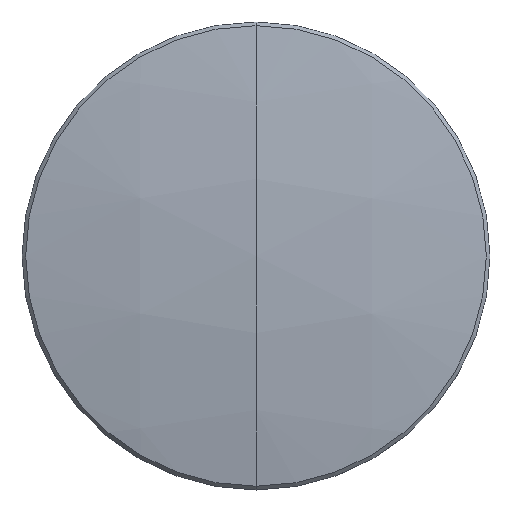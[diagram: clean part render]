
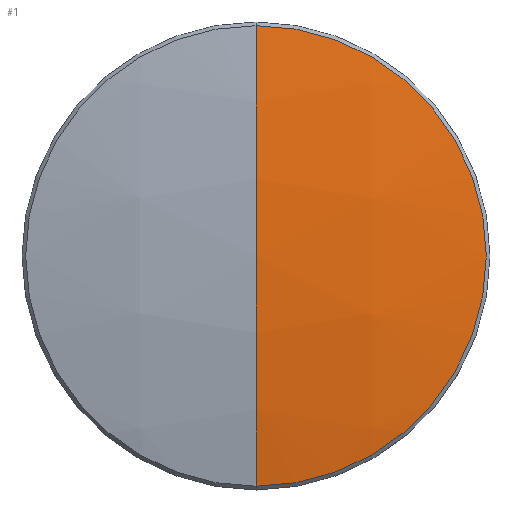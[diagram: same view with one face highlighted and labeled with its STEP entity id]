
A CAD part, top view. The second image highlights one B-rep face of the part: STEP entity #1.
In plain terms, the highlighted spherical face has radius 70.2 mm.
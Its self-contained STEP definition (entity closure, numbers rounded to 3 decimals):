
#1 = ADVANCED_FACE ( 'NONE', ( #25 ), #77, .T. ) ;
#13 = CARTESIAN_POINT ( 'NONE',  ( 0., 0., -68.2 ) ) ;
#20 = EDGE_CURVE ( 'NONE', #26, #110, #276, .T. ) ;
#25 = FACE_OUTER_BOUND ( 'NONE', #113, .T. ) ;
#26 = VERTEX_POINT ( 'NONE', #53 ) ;
#39 = CIRCLE ( 'NONE', #181, 12.5 ) ;
#53 = CARTESIAN_POINT ( 'NONE',  ( 0., 0., 2. ) ) ;
#56 = CARTESIAN_POINT ( 'NONE',  ( 0., 0., 0.878 ) ) ;
#61 = AXIS2_PLACEMENT_3D ( 'NONE', #13, #288, #150 ) ;
#77 = SPHERICAL_SURFACE ( 'NONE', #142, 70.2 ) ;
#79 = DIRECTION ( 'NONE',  ( 0., 0., -1. ) ) ;
#99 = CARTESIAN_POINT ( 'NONE',  ( 0., 0., -68.2 ) ) ;
#110 = VERTEX_POINT ( 'NONE', #145 ) ;
#113 = EDGE_LOOP ( 'NONE', ( #137, #289, #280 ) ) ;
#116 = CIRCLE ( 'NONE', #61, 70.2 ) ;
#118 = DIRECTION ( 'NONE',  ( 0., 1., 0. ) ) ;
#132 = EDGE_CURVE ( 'NONE', #26, #148, #116, .T. ) ;
#137 = ORIENTED_EDGE ( 'NONE', *, *, #20, .F. ) ;
#142 = AXIS2_PLACEMENT_3D ( 'NONE', #147, #184, #118 ) ;
#145 = CARTESIAN_POINT ( 'NONE',  ( 0., 12.5, 0.878 ) ) ;
#146 = AXIS2_PLACEMENT_3D ( 'NONE', #99, #281, #165 ) ;
#147 = CARTESIAN_POINT ( 'NONE',  ( 0., 0., -68.2 ) ) ;
#148 = VERTEX_POINT ( 'NONE', #237 ) ;
#150 = DIRECTION ( 'NONE',  ( 0., 1., 0. ) ) ;
#165 = DIRECTION ( 'NONE',  ( 0., 0., 1. ) ) ;
#178 = EDGE_CURVE ( 'NONE', #110, #148, #39, .T. ) ;
#181 = AXIS2_PLACEMENT_3D ( 'NONE', #56, #79, #285 ) ;
#184 = DIRECTION ( 'NONE',  ( 1., 0., 0. ) ) ;
#237 = CARTESIAN_POINT ( 'NONE',  ( 0., -12.5, 0.878 ) ) ;
#276 = CIRCLE ( 'NONE', #146, 70.2 ) ;
#280 = ORIENTED_EDGE ( 'NONE', *, *, #178, .F. ) ;
#281 = DIRECTION ( 'NONE',  ( -1., 0., 0. ) ) ;
#285 = DIRECTION ( 'NONE',  ( 0., 1., 0. ) ) ;
#288 = DIRECTION ( 'NONE',  ( 1., 0., 0. ) ) ;
#289 = ORIENTED_EDGE ( 'NONE', *, *, #132, .T. ) ;
